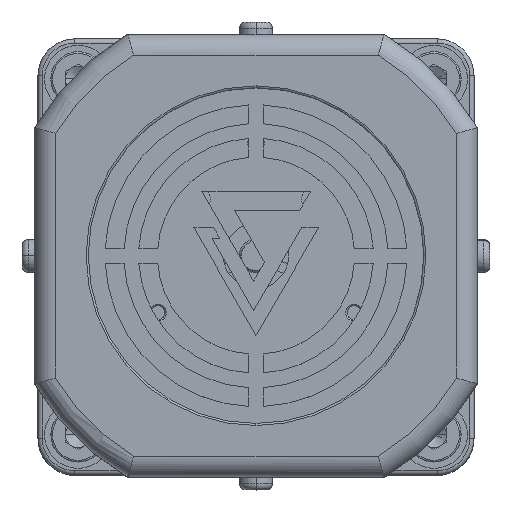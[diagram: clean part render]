
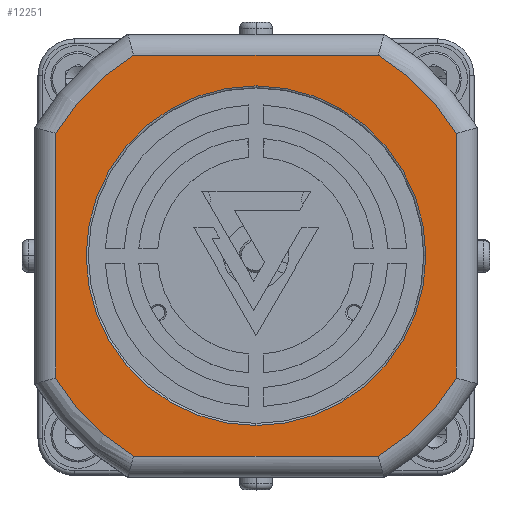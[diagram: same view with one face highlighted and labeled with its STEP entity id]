
A CAD part, top view. The second image highlights one B-rep face of the part: STEP entity #12251.
In plain terms, the highlighted planar face has unit normal (0, 0, 1).
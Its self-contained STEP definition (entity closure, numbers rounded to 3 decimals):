
#320 = CARTESIAN_POINT ( 'NONE',  ( -18.93, 1.279, 106. ) ) ;
#458 = DIRECTION ( 'NONE',  ( 0., -1., 0. ) ) ;
#463 = EDGE_LOOP ( 'NONE', ( #10765, #6594, #12576, #7809, #6099, #10391, #6831, #6957 ) ) ;
#540 = EDGE_CURVE ( 'NONE', #4115, #911, #3351, .T. ) ;
#588 = CARTESIAN_POINT ( 'NONE',  ( -66.73, 30.454, 106. ) ) ;
#781 = CIRCLE ( 'NONE', #8575, 56. ) ;
#911 = VERTEX_POINT ( 'NONE', #13082 ) ;
#945 = CARTESIAN_POINT ( 'NONE',  ( -18.93, 1.279, 106. ) ) ;
#1104 = ORIENTED_EDGE ( 'NONE', *, *, #6837, .T. ) ;
#1160 = CARTESIAN_POINT ( 'NONE',  ( -66.73, -27.896, 106. ) ) ;
#1238 = DIRECTION ( 'NONE',  ( 0., 0., 1. ) ) ;
#1683 = DIRECTION ( 'NONE',  ( 1., 0., 0. ) ) ;
#1834 = CARTESIAN_POINT ( 'NONE',  ( -18.93, 41.779, 106. ) ) ;
#1924 = EDGE_CURVE ( 'NONE', #11396, #2931, #6730, .T. ) ;
#1985 = FACE_BOUND ( 'NONE', #12942, .T. ) ;
#2017 = VERTEX_POINT ( 'NONE', #8903 ) ;
#2214 = CIRCLE ( 'NONE', #10012, 40.5 ) ;
#2220 = VERTEX_POINT ( 'NONE', #10482 ) ;
#2466 = DIRECTION ( 'NONE',  ( 0., 0., 1. ) ) ;
#2503 = EDGE_CURVE ( 'NONE', #3079, #4115, #5757, .T. ) ;
#2520 = DIRECTION ( 'NONE',  ( 0., 1., 0. ) ) ;
#2525 = VECTOR ( 'NONE', #458, 1000. ) ;
#2604 = VERTEX_POINT ( 'NONE', #1834 ) ;
#2891 = LINE ( 'NONE', #7153, #5675 ) ;
#2931 = VERTEX_POINT ( 'NONE', #10813 ) ;
#3021 = DIRECTION ( 'NONE',  ( 0., 1., 0. ) ) ;
#3079 = VERTEX_POINT ( 'NONE', #588 ) ;
#3166 = AXIS2_PLACEMENT_3D ( 'NONE', #11982, #2466, #6728 ) ;
#3202 = EDGE_CURVE ( 'NONE', #2931, #2220, #8324, .T. ) ;
#3351 = CIRCLE ( 'NONE', #3166, 56. ) ;
#3368 = DIRECTION ( 'NONE',  ( 0., 0., -1. ) ) ;
#3540 = AXIS2_PLACEMENT_3D ( 'NONE', #12857, #3368, #7622 ) ;
#3639 = DIRECTION ( 'NONE',  ( 0., 0., -1. ) ) ;
#4115 = VERTEX_POINT ( 'NONE', #1160 ) ;
#4561 = DIRECTION ( 'NONE',  ( 0., 0., 1. ) ) ;
#5101 = CARTESIAN_POINT ( 'NONE',  ( 10.245, -46.521, 106. ) ) ;
#5139 = CARTESIAN_POINT ( 'NONE',  ( -18.93, -39.221, 106. ) ) ;
#5203 = DIRECTION ( 'NONE',  ( 0., 0., -1. ) ) ;
#5398 = VERTEX_POINT ( 'NONE', #5139 ) ;
#5494 = DIRECTION ( 'NONE',  ( 0., 1., 0. ) ) ;
#5675 = VECTOR ( 'NONE', #11356, 1000. ) ;
#5705 = VECTOR ( 'NONE', #1683, 1000. ) ;
#5757 = LINE ( 'NONE', #9995, #2525 ) ;
#6014 = EDGE_CURVE ( 'NONE', #2604, #5398, #9544, .T. ) ;
#6063 = EDGE_CURVE ( 'NONE', #2017, #3079, #12391, .T. ) ;
#6099 = ORIENTED_EDGE ( 'NONE', *, *, #540, .T. ) ;
#6244 = FACE_OUTER_BOUND ( 'NONE', #463, .T. ) ;
#6342 = VERTEX_POINT ( 'NONE', #7342 ) ;
#6431 = AXIS2_PLACEMENT_3D ( 'NONE', #320, #4561, #8815 ) ;
#6547 = AXIS2_PLACEMENT_3D ( 'NONE', #10764, #1238, #5494 ) ;
#6594 = ORIENTED_EDGE ( 'NONE', *, *, #9485, .T. ) ;
#6728 = DIRECTION ( 'NONE',  ( 0., 1., 0. ) ) ;
#6730 = CIRCLE ( 'NONE', #6547, 56. ) ;
#6831 = ORIENTED_EDGE ( 'NONE', *, *, #1924, .T. ) ;
#6837 = EDGE_CURVE ( 'NONE', #5398, #2604, #2214, .T. ) ;
#6957 = ORIENTED_EDGE ( 'NONE', *, *, #3202, .T. ) ;
#6980 = LINE ( 'NONE', #11194, #5705 ) ;
#7153 = CARTESIAN_POINT ( 'NONE',  ( -18.93, 49.079, 106. ) ) ;
#7342 = CARTESIAN_POINT ( 'NONE',  ( 10.245, 49.079, 106. ) ) ;
#7622 = DIRECTION ( 'NONE',  ( 0., 1., 0. ) ) ;
#7809 = ORIENTED_EDGE ( 'NONE', *, *, #2503, .T. ) ;
#7827 = CARTESIAN_POINT ( 'NONE',  ( -18.93, 1.279, 106. ) ) ;
#7894 = DIRECTION ( 'NONE',  ( 0., 1., 0. ) ) ;
#8324 = LINE ( 'NONE', #12513, #9713 ) ;
#8575 = AXIS2_PLACEMENT_3D ( 'NONE', #7827, #12032, #2520 ) ;
#8815 = DIRECTION ( 'NONE',  ( 0., 1., 0. ) ) ;
#8903 = CARTESIAN_POINT ( 'NONE',  ( -48.104, 49.079, 106. ) ) ;
#9447 = DIRECTION ( 'NONE',  ( 0., 1., 0. ) ) ;
#9485 = EDGE_CURVE ( 'NONE', #6342, #2017, #2891, .T. ) ;
#9544 = CIRCLE ( 'NONE', #3540, 40.5 ) ;
#9713 = VECTOR ( 'NONE', #3021, 1000. ) ;
#9726 = AXIS2_PLACEMENT_3D ( 'NONE', #945, #5203, #9447 ) ;
#9995 = CARTESIAN_POINT ( 'NONE',  ( -66.73, 1.279, 106. ) ) ;
#10012 = AXIS2_PLACEMENT_3D ( 'NONE', #13115, #3639, #7894 ) ;
#10391 = ORIENTED_EDGE ( 'NONE', *, *, #11273, .T. ) ;
#10480 = PLANE ( 'NONE',  #9726 ) ;
#10482 = CARTESIAN_POINT ( 'NONE',  ( 28.87, 30.454, 106. ) ) ;
#10764 = CARTESIAN_POINT ( 'NONE',  ( -18.93, 1.279, 106. ) ) ;
#10765 = ORIENTED_EDGE ( 'NONE', *, *, #12839, .T. ) ;
#10813 = CARTESIAN_POINT ( 'NONE',  ( 28.87, -27.896, 106. ) ) ;
#11194 = CARTESIAN_POINT ( 'NONE',  ( 11.618, -46.521, 106. ) ) ;
#11273 = EDGE_CURVE ( 'NONE', #911, #11396, #6980, .T. ) ;
#11356 = DIRECTION ( 'NONE',  ( -1., 0., 0. ) ) ;
#11396 = VERTEX_POINT ( 'NONE', #5101 ) ;
#11982 = CARTESIAN_POINT ( 'NONE',  ( -18.93, 1.279, 106. ) ) ;
#12032 = DIRECTION ( 'NONE',  ( 0., 0., 1. ) ) ;
#12113 = ORIENTED_EDGE ( 'NONE', *, *, #6014, .T. ) ;
#12251 = ADVANCED_FACE ( 'NONE', ( #1985, #6244 ), #10480, .F. ) ;
#12391 = CIRCLE ( 'NONE', #6431, 56. ) ;
#12513 = CARTESIAN_POINT ( 'NONE',  ( 28.87, 31.827, 106. ) ) ;
#12576 = ORIENTED_EDGE ( 'NONE', *, *, #6063, .T. ) ;
#12839 = EDGE_CURVE ( 'NONE', #2220, #6342, #781, .T. ) ;
#12857 = CARTESIAN_POINT ( 'NONE',  ( -18.93, 1.279, 106. ) ) ;
#12942 = EDGE_LOOP ( 'NONE', ( #12113, #1104 ) ) ;
#13082 = CARTESIAN_POINT ( 'NONE',  ( -48.104, -46.521, 106. ) ) ;
#13115 = CARTESIAN_POINT ( 'NONE',  ( -18.93, 1.279, 106. ) ) ;
